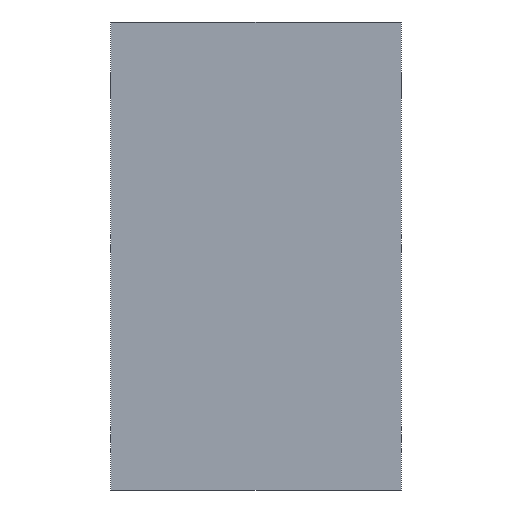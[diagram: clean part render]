
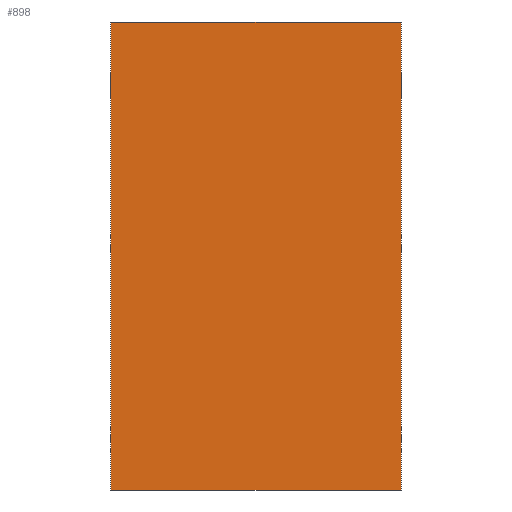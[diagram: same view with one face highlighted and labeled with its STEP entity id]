
A CAD part, front view. The second image highlights one B-rep face of the part: STEP entity #898.
In plain terms, the highlighted planar face has unit normal (0, -1, 0).
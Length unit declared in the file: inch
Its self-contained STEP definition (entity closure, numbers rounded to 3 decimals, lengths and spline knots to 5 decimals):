
#5 = DIRECTION ( 'NONE',  ( 0., 0., 1. ) ) ;
#7 = VECTOR ( 'NONE', #325, 39.37008 ) ;
#24 = CARTESIAN_POINT ( 'NONE',  ( 0.92691, -0.92115, 2.98156 ) ) ;
#74 = LINE ( 'NONE', #876, #219 ) ;
#92 = CARTESIAN_POINT ( 'NONE',  ( -0.92691, -0.92115, 0. ) ) ;
#142 = AXIS2_PLACEMENT_3D ( 'NONE', #506, #810, #5 ) ;
#153 = ORIENTED_EDGE ( 'NONE', *, *, #259, .T. ) ;
#218 = DIRECTION ( 'NONE',  ( 0., 0., -1. ) ) ;
#219 = VECTOR ( 'NONE', #218, 39.37008 ) ;
#220 = FACE_OUTER_BOUND ( 'NONE', #852, .T. ) ;
#224 = PLANE ( 'NONE',  #142 ) ;
#249 = VERTEX_POINT ( 'NONE', #92 ) ;
#253 = ORIENTED_EDGE ( 'NONE', *, *, #373, .F. ) ;
#259 = EDGE_CURVE ( 'NONE', #249, #760, #677, .T. ) ;
#265 = DIRECTION ( 'NONE',  ( 1., 0., 0. ) ) ;
#270 = CARTESIAN_POINT ( 'NONE',  ( 0., -0.92115, 2.98156 ) ) ;
#278 = ORIENTED_EDGE ( 'NONE', *, *, #672, .T. ) ;
#325 = DIRECTION ( 'NONE',  ( 0., 0., -1. ) ) ;
#373 = EDGE_CURVE ( 'NONE', #723, #912, #711, .T. ) ;
#445 = VECTOR ( 'NONE', #528, 39.37008 ) ;
#454 = CARTESIAN_POINT ( 'NONE',  ( 0., -0.92115, 0. ) ) ;
#506 = CARTESIAN_POINT ( 'NONE',  ( 0., -0.92115, 2.98156 ) ) ;
#514 = EDGE_CURVE ( 'NONE', #912, #760, #74, .T. ) ;
#528 = DIRECTION ( 'NONE',  ( 1., 0., 0. ) ) ;
#658 = VECTOR ( 'NONE', #265, 39.37008 ) ;
#672 = EDGE_CURVE ( 'NONE', #723, #249, #694, .T. ) ;
#677 = LINE ( 'NONE', #454, #445 ) ;
#694 = LINE ( 'NONE', #772, #7 ) ;
#698 = CARTESIAN_POINT ( 'NONE',  ( 0.92691, -0.92115, 0. ) ) ;
#711 = LINE ( 'NONE', #270, #658 ) ;
#723 = VERTEX_POINT ( 'NONE', #768 ) ;
#760 = VERTEX_POINT ( 'NONE', #698 ) ;
#768 = CARTESIAN_POINT ( 'NONE',  ( -0.92691, -0.92115, 2.98156 ) ) ;
#772 = CARTESIAN_POINT ( 'NONE',  ( -0.92691, -0.92115, 2.98156 ) ) ;
#776 = ORIENTED_EDGE ( 'NONE', *, *, #514, .F. ) ;
#810 = DIRECTION ( 'NONE',  ( 0., 1., 0. ) ) ;
#852 = EDGE_LOOP ( 'NONE', ( #153, #776, #253, #278 ) ) ;
#876 = CARTESIAN_POINT ( 'NONE',  ( 0.92691, -0.92115, 2.98156 ) ) ;
#898 = ADVANCED_FACE ( 'NONE', ( #220 ), #224, .F. ) ;
#912 = VERTEX_POINT ( 'NONE', #24 ) ;
